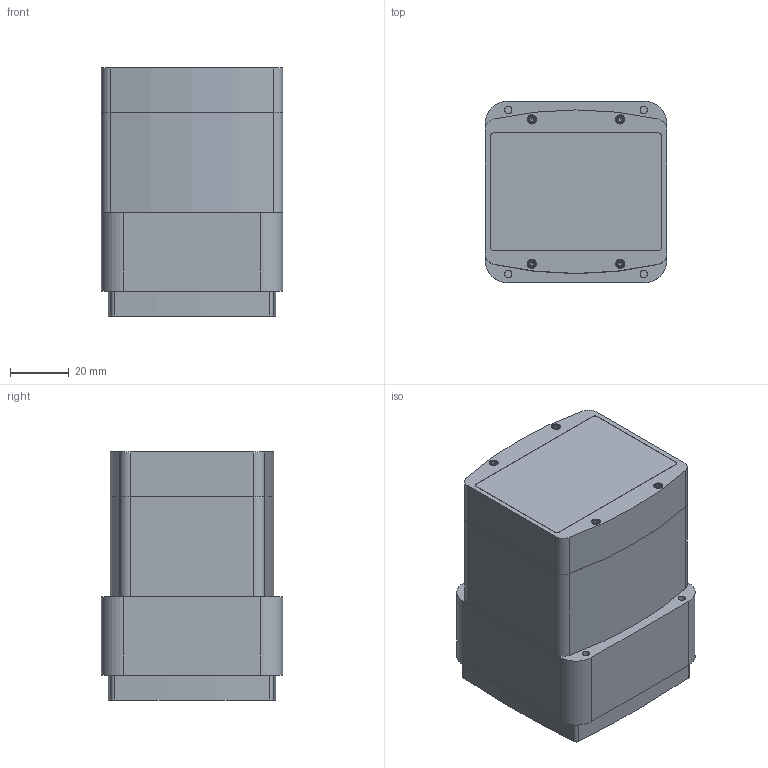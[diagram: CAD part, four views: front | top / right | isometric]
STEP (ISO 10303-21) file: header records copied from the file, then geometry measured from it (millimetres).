
FILE_DESCRIPTION(/* description */ (''),/* implementation_level */ '2;1');
FILE_NAME(/* name */ 'MX610XR-SY-X4G3-TP1.5_1-C.stp',/* time_stamp */ '2023-01-25T16:04:48+01:00',/* author */ (''),/* organization */ (''),/* preprocessor_version */ 'ST-DEVELOPER v18.102',/* originating_system */ 'SIEMENS PLM Software NX2206.3001',/* authorisation */ '');
FILE_SCHEMA (('AUTOMOTIVE_DESIGN { 1 0 10303 214 3 1 1 1 }'));
Length unit declared in the file: millimetre
Products named in the file (5): SROB-M1.6X8-CSK-TX-STNLS; SROB-M1.6X6-IMBUS-STNLS; MECH-HM1-2-1.5; MECH-TH3-1.5; MECH-FH1-1.5
Assembly tree (10 placements, depth 2):
  MECH-FH1-1.5
    MECH-TH3-1.5
    MECH-HM1-2-1.5
    SROB-M1.6X6-IMBUS-STNLS  x4
    SROB-M1.6X8-CSK-TX-STNLS  x4
Bounding box: 61.6 x 61.6 x 84.15 mm (x, y, z)
Volume: 254781.8 mm3; surface area: 43520.4 mm2
Topology: 12 solids, 12 shells, 284 faces, 689 edges, 453 vertices
Faces by surface type: plane 100, cone 92, cylinder 77, torus 8, bspline 7
Full cylindrical faces by diameter (mm): 1.3 x4, 1.6 x16, 2 x4, 2.5 x4, 2.95 x4, 3 x4, 3.1 x4
Entity records: 4809 total; most frequent: CARTESIAN_POINT 1015, DIRECTION 796, ORIENTED_EDGE 654, EDGE_CURVE 327, AXIS2_PLACEMENT_3D 322, VERTEX_POINT 239, EDGE_LOOP 226, CIRCLE 163
